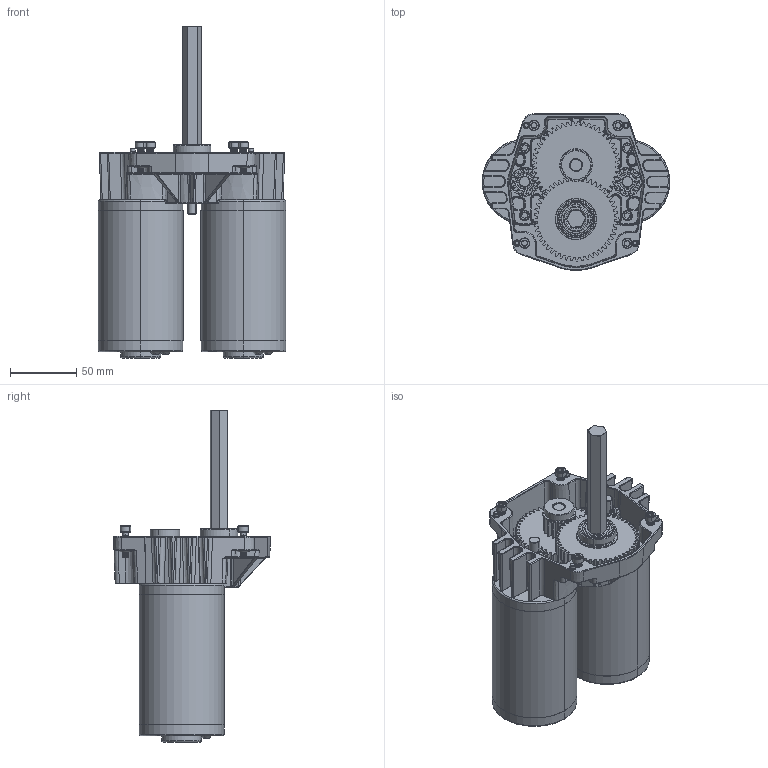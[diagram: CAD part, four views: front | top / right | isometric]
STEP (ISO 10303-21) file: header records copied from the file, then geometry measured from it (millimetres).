
FILE_DESCRIPTION (( 'STEP AP214' ), '1' );
FILE_NAME ('am-2598 No Plate Toughbox Mini.STEP', '2021-07-21T18:11:59', ( '' ), ( '' ), 'SwSTEP 2.0', 'SolidWorks 2021', '' );
FILE_SCHEMA (( 'AUTOMOTIVE_DESIGN' ));
Length unit declared in the file: inch
Products named in the file (19): 8mm spring clip; CIM Motor SW; 10-32 Nylock Nut; R6ZZ Bearing; 48t 20dp 500h with teeth; TB Output Shaft Hex L-Base 2; Toughbox d05; 2mm x 2mm x 10mm Machine Key; SHCS 10-32 x 0.625; FR6ZZ Bearing; 5-16 washer; Toughbox d07; 16t 20dp 375h with teeth; am-2986 FR8ZZ Hex Bearing; Toughbox d09; 10-32x750_shcs_90128A945; am-2598 No Plate Toughbox Mini; 500 E-klip; TM Housing
Assembly tree (35 placements, depth 2):
  am-2598 No Plate Toughbox Mini
    Toughbox d07
    Toughbox d05
    FR6ZZ Bearing
    10-32 Nylock Nut  x4
    5-16 washer  x4
    Toughbox d09  x2
    TM Housing
    SHCS 10-32 x 0.625  x4
    R6ZZ Bearing  x2
    8mm spring clip  x2
    500 E-klip
    16t 20dp 375h with teeth
    48t 20dp 500h with teeth
    TB Output Shaft Hex L-Base 2
    am-2986 FR8ZZ Hex Bearing
    10-32x750_shcs_90128A945  x4
    CIM Motor SW  x2
    2mm x 2mm x 10mm Machine Key  x2
Bounding box: 141.48 x 118.43 x 250.48 mm (x, y, z)
Volume: 935172 mm3; surface area: 170216 mm2
Topology: 35 solids, 35 shells, 3124 faces, 7827 edges, 4778 vertices
Faces by surface type: cylinder 1594, bspline 721, plane 514, cone 253, torus 26, sphere 16
Entity records: 95751 total; most frequent: CARTESIAN_POINT 39000, ORIENTED_EDGE 11756, DIRECTION 10531, EDGE_CURVE 5878, AXIS2_PLACEMENT_3D 4269, VERTEX_POINT 3578, CIRCLE 2534, EDGE_LOOP 2464
